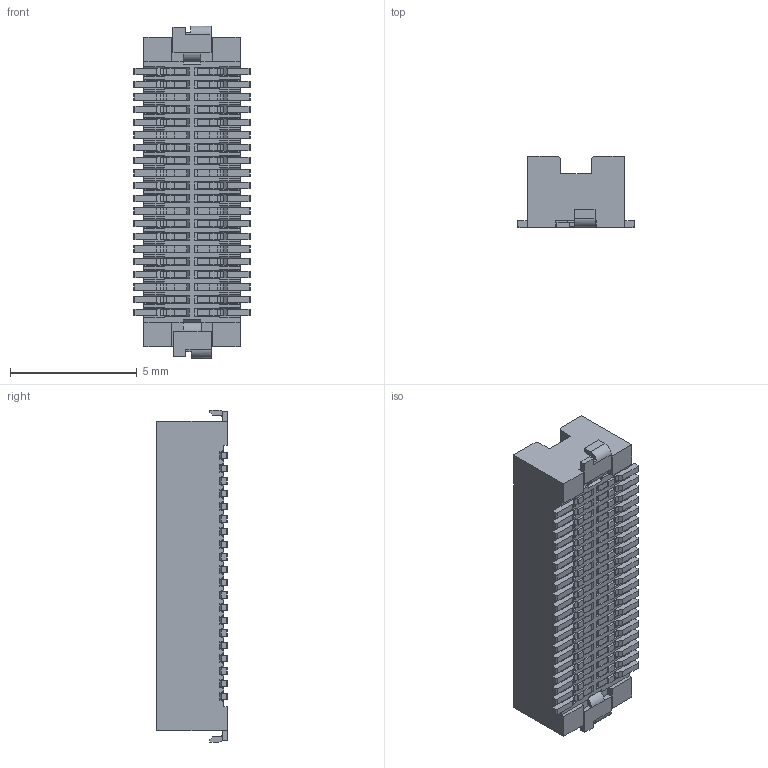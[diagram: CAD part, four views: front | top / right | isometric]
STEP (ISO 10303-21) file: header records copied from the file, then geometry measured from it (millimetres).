
FILE_DESCRIPTION(('CoCreate Modeling STEP Export'),'2;1');
FILE_NAME('DF12B(3.5)-40DP-0.5V.stp','2014-03-27T11:30:30',(''),(''),'CoCreate Modeling STEP processor for AP214 (Solid Model)','CoCreate Modeling 17.0 01-Apr-2010 (C) Parametric Technology GmbH','');
FILE_SCHEMA(('AUTOMOTIVE_DESIGN { 1 0 10303 214 1 1 1 1 }'));
Length unit declared in the file: millimetre
Products named in the file (1): DF12B(3.5)-40DP-0.5V
Bounding box: 4.6 x 2.8 x 13.1 mm (x, y, z)
Volume: 70.7 mm3; surface area: 347.3 mm2
Topology: 1 solids, 1 shells, 2104 faces, 5992 edges, 3932 vertices
Faces by surface type: plane 1816, cylinder 288
Entity records: 66286 total; most frequent: ORIENTED_EDGE 11984, CARTESIAN_POINT 11805, DIRECTION 10406, EDGE_CURVE 5992, VECTOR 5340, LINE 5340, VERTEX_POINT 3932, AXIS2_PLACEMENT_3D 2533
